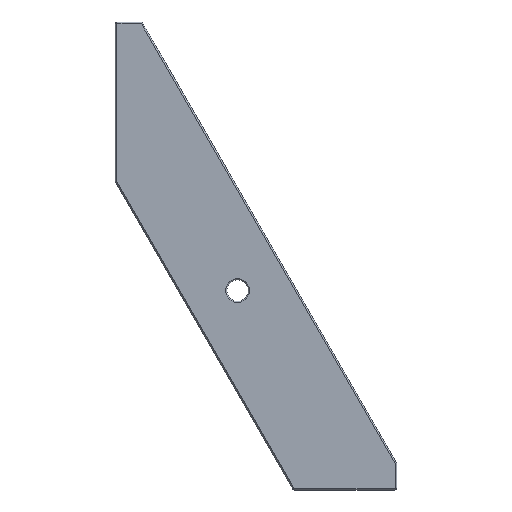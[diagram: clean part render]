
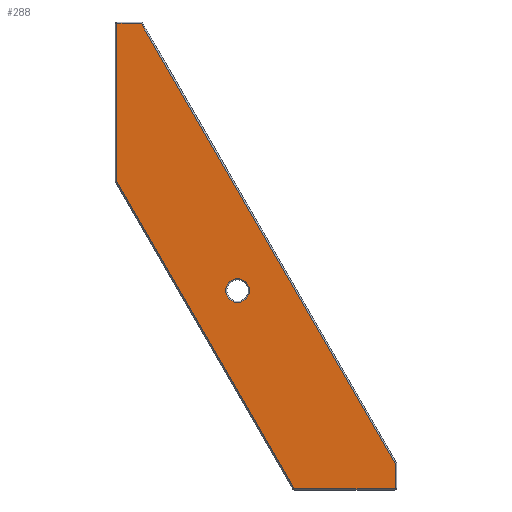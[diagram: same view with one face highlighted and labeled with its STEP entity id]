
A CAD part, left-side view. The second image highlights one B-rep face of the part: STEP entity #288.
In plain terms, the highlighted planar face has unit normal (-1, 0, 0).
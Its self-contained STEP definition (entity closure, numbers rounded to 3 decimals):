
#8 = ORIENTED_EDGE ( 'NONE', *, *, #1022, .T. ) ;
#52 = CIRCLE ( 'NONE', #1234, 0.5 ) ;
#53 = VERTEX_POINT ( 'NONE', #1745 ) ;
#64 = CIRCLE ( 'NONE', #926, 0.5 ) ;
#93 = CARTESIAN_POINT ( 'NONE',  ( -5., -55.395, 31.982 ) ) ;
#96 = CARTESIAN_POINT ( 'NONE',  ( -5., -71.117, 4.75 ) ) ;
#118 = EDGE_CURVE ( 'NONE', #811, #1399, #960, .T. ) ;
#126 = EDGE_CURVE ( 'NONE', #645, #1696, #64, .T. ) ;
#129 = DIRECTION ( 'NONE',  ( 1., 0., 0. ) ) ;
#169 = ORIENTED_EDGE ( 'NONE', *, *, #374, .T. ) ;
#197 = DIRECTION ( 'NONE',  ( 0., 0., -1. ) ) ;
#206 = EDGE_CURVE ( 'NONE', #1795, #645, #884, .T. ) ;
#209 = ORIENTED_EDGE ( 'NONE', *, *, #1119, .T. ) ;
#212 = EDGE_CURVE ( 'NONE', #1405, #53, #446, .T. ) ;
#231 = AXIS2_PLACEMENT_3D ( 'NONE', #1363, #1753, #922 ) ;
#235 = DIRECTION ( 'NONE',  ( 0., 0., 1. ) ) ;
#251 = CARTESIAN_POINT ( 'NONE',  ( -5., -5., 120.268 ) ) ;
#252 = VERTEX_POINT ( 'NONE', #568 ) ;
#255 = DIRECTION ( 'NONE',  ( 0., 0., -1. ) ) ;
#271 = EDGE_CURVE ( 'NONE', #252, #811, #1421, .T. ) ;
#274 = DIRECTION ( 'NONE',  ( 0., -1., 0. ) ) ;
#288 = ADVANCED_FACE ( 'NONE', ( #1051, #392 ), #433, .F. ) ;
#297 = VERTEX_POINT ( 'NONE', #564 ) ;
#307 = CARTESIAN_POINT ( 'NONE',  ( -5., -109.273, 13.982 ) ) ;
#342 = DIRECTION ( 'NONE',  ( -1., 0., 0. ) ) ;
#345 = CARTESIAN_POINT ( 'NONE',  ( -5., -109.34, 5. ) ) ;
#348 = ORIENTED_EDGE ( 'NONE', *, *, #985, .T. ) ;
#374 = EDGE_CURVE ( 'NONE', #1696, #1763, #952, .T. ) ;
#377 = VECTOR ( 'NONE', #680, 1000. ) ;
#391 = ORIENTED_EDGE ( 'NONE', *, *, #498, .T. ) ;
#392 = FACE_OUTER_BOUND ( 'NONE', #1133, .T. ) ;
#393 = CARTESIAN_POINT ( 'NONE',  ( -5., -50., 78.986 ) ) ;
#402 = DIRECTION ( 'NONE',  ( 0., 0., -1. ) ) ;
#420 = AXIS2_PLACEMENT_3D ( 'NONE', #1600, #342, #914 ) ;
#426 = CARTESIAN_POINT ( 'NONE',  ( -5., 0., 0. ) ) ;
#428 = CARTESIAN_POINT ( 'NONE',  ( -5., 0., 4.5 ) ) ;
#433 = PLANE ( 'NONE',  #1567 ) ;
#446 = LINE ( 'NONE', #828, #1575 ) ;
#460 = CIRCLE ( 'NONE', #231, 4.5 ) ;
#498 = EDGE_CURVE ( 'NONE', #1399, #1405, #947, .T. ) ;
#507 = DIRECTION ( 'NONE',  ( 0., 0., -1. ) ) ;
#558 = DIRECTION ( 'NONE',  ( 1., 0., 0. ) ) ;
#560 = VERTEX_POINT ( 'NONE', #1215 ) ;
#564 = CARTESIAN_POINT ( 'NONE',  ( -5., -50., 83.486 ) ) ;
#568 = CARTESIAN_POINT ( 'NONE',  ( -5., -108.84, 4.5 ) ) ;
#572 = EDGE_CURVE ( 'NONE', #297, #577, #460, .T. ) ;
#577 = VERTEX_POINT ( 'NONE', #1459 ) ;
#598 = AXIS2_PLACEMENT_3D ( 'NONE', #1413, #703, #994 ) ;
#614 = CIRCLE ( 'NONE', #1595, 0.5 ) ;
#615 = CARTESIAN_POINT ( 'NONE',  ( -5., -13.423, 179. ) ) ;
#637 = CARTESIAN_POINT ( 'NONE',  ( -5., -4.567, 120.018 ) ) ;
#645 = VERTEX_POINT ( 'NONE', #771 ) ;
#680 = DIRECTION ( 'NONE',  ( 0., 1., 0. ) ) ;
#703 = DIRECTION ( 'NONE',  ( -1., 0., 0. ) ) ;
#711 = ORIENTED_EDGE ( 'NONE', *, *, #271, .T. ) ;
#725 = VECTOR ( 'NONE', #1099, 1000. ) ;
#771 = CARTESIAN_POINT ( 'NONE',  ( -5., -5., 179.5 ) ) ;
#811 = VERTEX_POINT ( 'NONE', #345 ) ;
#820 = DIRECTION ( 'NONE',  ( -1., 0., 0. ) ) ;
#828 = CARTESIAN_POINT ( 'NONE',  ( -5., -88.009, 50.812 ) ) ;
#877 = AXIS2_PLACEMENT_3D ( 'NONE', #393, #129, #402 ) ;
#884 = LINE ( 'NONE', #1522, #377 ) ;
#888 = ORIENTED_EDGE ( 'NONE', *, *, #1137, .T. ) ;
#907 = LINE ( 'NONE', #428, #1239 ) ;
#914 = DIRECTION ( 'NONE',  ( 0., 0., -1. ) ) ;
#917 = CARTESIAN_POINT ( 'NONE',  ( -5., -109.34, 0. ) ) ;
#922 = DIRECTION ( 'NONE',  ( 0., 0., -1. ) ) ;
#926 = AXIS2_PLACEMENT_3D ( 'NONE', #1097, #820, #255 ) ;
#947 = CIRCLE ( 'NONE', #420, 0.5 ) ;
#952 = LINE ( 'NONE', #1397, #1276 ) ;
#960 = LINE ( 'NONE', #917, #1621 ) ;
#971 = CARTESIAN_POINT ( 'NONE',  ( -5., -13.423, 179.5 ) ) ;
#977 = ORIENTED_EDGE ( 'NONE', *, *, #126, .T. ) ;
#985 = EDGE_CURVE ( 'NONE', #1420, #1640, #1411, .T. ) ;
#994 = DIRECTION ( 'NONE',  ( 0., 0., -1. ) ) ;
#1022 = EDGE_CURVE ( 'NONE', #1640, #560, #614, .T. ) ;
#1051 = FACE_BOUND ( 'NONE', #1180, .T. ) ;
#1054 = ORIENTED_EDGE ( 'NONE', *, *, #212, .T. ) ;
#1057 = ORIENTED_EDGE ( 'NONE', *, *, #1262, .T. ) ;
#1064 = DIRECTION ( 'NONE',  ( -1., 0., 0. ) ) ;
#1097 = CARTESIAN_POINT ( 'NONE',  ( -5., -5., 179. ) ) ;
#1099 = DIRECTION ( 'NONE',  ( 0., -0.5, -0.866 ) ) ;
#1113 = DIRECTION ( 'NONE',  ( 0., 0., -1. ) ) ;
#1119 = EDGE_CURVE ( 'NONE', #577, #297, #1419, .T. ) ;
#1133 = EDGE_LOOP ( 'NONE', ( #169, #888, #348, #8, #1057, #711, #1402, #391, #1054, #1365, #1562, #977 ) ) ;
#1135 = CARTESIAN_POINT ( 'NONE',  ( -5., -4.5, 179. ) ) ;
#1137 = EDGE_CURVE ( 'NONE', #1763, #1420, #52, .T. ) ;
#1180 = EDGE_LOOP ( 'NONE', ( #1657, #209 ) ) ;
#1186 = DIRECTION ( 'NONE',  ( -1., 0., 0. ) ) ;
#1215 = CARTESIAN_POINT ( 'NONE',  ( -5., -71.55, 4.5 ) ) ;
#1234 = AXIS2_PLACEMENT_3D ( 'NONE', #251, #1248, #1113 ) ;
#1239 = VECTOR ( 'NONE', #274, 1000. ) ;
#1240 = DIRECTION ( 'NONE',  ( 0., 0.5, 0.866 ) ) ;
#1248 = DIRECTION ( 'NONE',  ( -1., 0., 0. ) ) ;
#1262 = EDGE_CURVE ( 'NONE', #560, #252, #907, .T. ) ;
#1263 = DIRECTION ( 'NONE',  ( 0., 0., -1. ) ) ;
#1276 = VECTOR ( 'NONE', #197, 1000. ) ;
#1322 = CIRCLE ( 'NONE', #1538, 0.5 ) ;
#1335 = DIRECTION ( 'NONE',  ( 0., 0., -1. ) ) ;
#1363 = CARTESIAN_POINT ( 'NONE',  ( -5., -50., 78.986 ) ) ;
#1365 = ORIENTED_EDGE ( 'NONE', *, *, #1436, .T. ) ;
#1397 = CARTESIAN_POINT ( 'NONE',  ( -5., -4.5, 0. ) ) ;
#1399 = VERTEX_POINT ( 'NONE', #1568 ) ;
#1402 = ORIENTED_EDGE ( 'NONE', *, *, #118, .T. ) ;
#1405 = VERTEX_POINT ( 'NONE', #307 ) ;
#1411 = LINE ( 'NONE', #93, #725 ) ;
#1413 = CARTESIAN_POINT ( 'NONE',  ( -5., -108.84, 5. ) ) ;
#1419 = CIRCLE ( 'NONE', #877, 4.5 ) ;
#1420 = VERTEX_POINT ( 'NONE', #637 ) ;
#1421 = CIRCLE ( 'NONE', #598, 0.5 ) ;
#1436 = EDGE_CURVE ( 'NONE', #53, #1795, #1322, .T. ) ;
#1459 = CARTESIAN_POINT ( 'NONE',  ( -5., -50., 74.486 ) ) ;
#1496 = CARTESIAN_POINT ( 'NONE',  ( -5., -71.55, 5. ) ) ;
#1522 = CARTESIAN_POINT ( 'NONE',  ( -5., 0., 179.5 ) ) ;
#1538 = AXIS2_PLACEMENT_3D ( 'NONE', #615, #1186, #1335 ) ;
#1562 = ORIENTED_EDGE ( 'NONE', *, *, #206, .T. ) ;
#1567 = AXIS2_PLACEMENT_3D ( 'NONE', #426, #558, #1263 ) ;
#1568 = CARTESIAN_POINT ( 'NONE',  ( -5., -109.34, 13.732 ) ) ;
#1575 = VECTOR ( 'NONE', #1240, 1000. ) ;
#1595 = AXIS2_PLACEMENT_3D ( 'NONE', #1496, #1064, #507 ) ;
#1600 = CARTESIAN_POINT ( 'NONE',  ( -5., -108.84, 13.732 ) ) ;
#1621 = VECTOR ( 'NONE', #235, 1000. ) ;
#1640 = VERTEX_POINT ( 'NONE', #96 ) ;
#1657 = ORIENTED_EDGE ( 'NONE', *, *, #572, .T. ) ;
#1696 = VERTEX_POINT ( 'NONE', #1135 ) ;
#1745 = CARTESIAN_POINT ( 'NONE',  ( -5., -13.856, 179.25 ) ) ;
#1753 = DIRECTION ( 'NONE',  ( 1., 0., 0. ) ) ;
#1763 = VERTEX_POINT ( 'NONE', #1808 ) ;
#1795 = VERTEX_POINT ( 'NONE', #971 ) ;
#1808 = CARTESIAN_POINT ( 'NONE',  ( -5., -4.5, 120.268 ) ) ;
